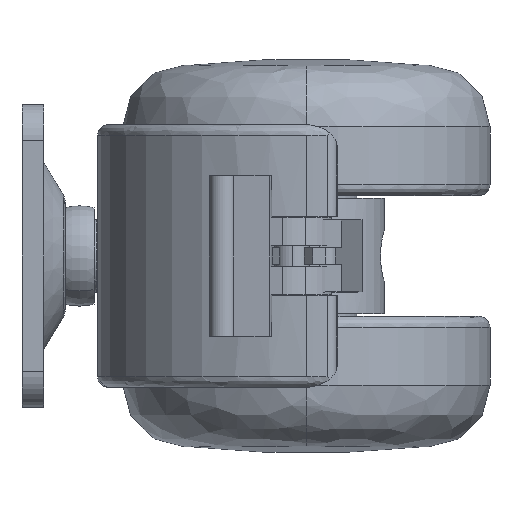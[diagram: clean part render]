
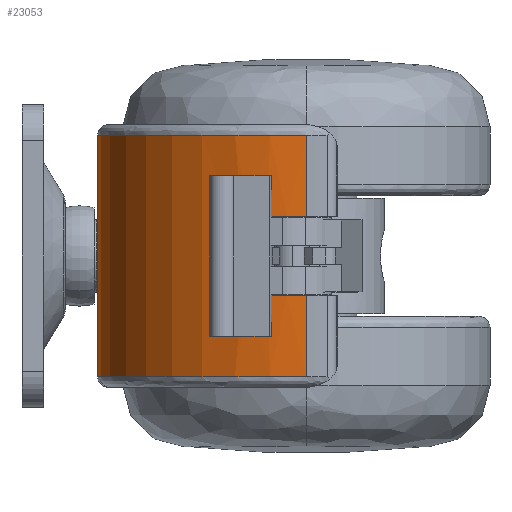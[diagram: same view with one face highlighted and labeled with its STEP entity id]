
A CAD part, left-side view. The second image highlights one B-rep face of the part: STEP entity #23053.
In plain terms, the highlighted cylindrical face has radius 29 mm (diameter 58 mm), a partial arc.
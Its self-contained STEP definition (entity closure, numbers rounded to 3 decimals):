
#149 = CARTESIAN_POINT ( 'NONE',  ( -50.613, -24.281, -1.15 ) ) ;
#621 = ORIENTED_EDGE ( 'NONE', *, *, #42251, .T. ) ;
#1048 = CARTESIAN_POINT ( 'NONE',  ( -49.847, -20.904, 5.5 ) ) ;
#1141 = DIRECTION ( 'NONE',  ( 0., 0., -1. ) ) ;
#1328 = CIRCLE ( 'NONE', #38055, 29. ) ;
#1928 = FACE_OUTER_BOUND ( 'NONE', #33971, .T. ) ;
#2231 = CARTESIAN_POINT ( 'NONE',  ( -22., -29., 5.5 ) ) ;
#2291 = CARTESIAN_POINT ( 'NONE',  ( -51., -29., 18.25 ) ) ;
#2332 = DIRECTION ( 'NONE',  ( 0., 0., -1. ) ) ;
#3057 = CARTESIAN_POINT ( 'NONE',  ( -49.686, -20.37, -1.15 ) ) ;
#3372 = ORIENTED_EDGE ( 'NONE', *, *, #10306, .T. ) ;
#3513 = AXIS2_PLACEMENT_3D ( 'NONE', #31537, #24679, #21375 ) ;
#3946 = CARTESIAN_POINT ( 'NONE',  ( -22., 0., 16.75 ) ) ;
#4032 =( BOUNDED_CURVE ( )  B_SPLINE_CURVE ( 3, ( #8645, #22144, #33407, #3057 ),
 .UNSPECIFIED., .F., .F. ) 
 B_SPLINE_CURVE_WITH_KNOTS ( ( 4, 4 ),
 ( 1.854, 1.873 ),
 .UNSPECIFIED. ) 
 CURVE ( )  GEOMETRIC_REPRESENTATION_ITEM ( )  RATIONAL_B_SPLINE_CURVE ( ( 1., 1., 1., 1. ) ) 
 REPRESENTATION_ITEM ( '' )  );
#5916 = AXIS2_PLACEMENT_3D ( 'NONE', #2231, #15781, #29271 ) ;
#5979 = AXIS2_PLACEMENT_3D ( 'NONE', #25920, #32773, #42960 ) ;
#6136 = DIRECTION ( 'NONE',  ( 0., 0., -1. ) ) ;
#6351 = CIRCLE ( 'NONE', #3513, 29. ) ;
#6549 = ORIENTED_EDGE ( 'NONE', *, *, #14073, .T. ) ;
#8237 = CARTESIAN_POINT ( 'NONE',  ( -49.847, -20.904, -5.5 ) ) ;
#8283 = VERTEX_POINT ( 'NONE', #16285 ) ;
#8645 = CARTESIAN_POINT ( 'NONE',  ( -49.847, -20.904, -5.5 ) ) ;
#8908 = EDGE_CURVE ( 'NONE', #41954, #16840, #14272, .T. ) ;
#9172 = ORIENTED_EDGE ( 'NONE', *, *, #28976, .F. ) ;
#10002 = EDGE_CURVE ( 'NONE', #41522, #8283, #4032, .T. ) ;
#10306 = EDGE_CURVE ( 'NONE', #41062, #29795, #22947, .T. ) ;
#10594 = EDGE_CURVE ( 'NONE', #12768, #17633, #18937, .T. ) ;
#10632 = CARTESIAN_POINT ( 'NONE',  ( -51., -29., -16.75 ) ) ;
#11804 = DIRECTION ( 'NONE',  ( 0., 0., -1. ) ) ;
#11972 = ORIENTED_EDGE ( 'NONE', *, *, #28125, .T. ) ;
#12768 = VERTEX_POINT ( 'NONE', #15572 ) ;
#13732 = AXIS2_PLACEMENT_3D ( 'NONE', #42085, #1141, #18631 ) ;
#13950 = VECTOR ( 'NONE', #6136, 1000. ) ;
#14073 = EDGE_CURVE ( 'NONE', #8283, #41285, #16017, .T. ) ;
#14233 = LINE ( 'NONE', #41184, #20130 ) ;
#14272 =( BOUNDED_CURVE ( )  B_SPLINE_CURVE ( 3, ( #34712, #31823, #31371, #1048 ),
 .UNSPECIFIED., .F., .T. ) 
 B_SPLINE_CURVE_WITH_KNOTS ( ( 4, 4 ),
 ( 1.269, 1.288 ),
 .UNSPECIFIED. ) 
 CURVE ( )  GEOMETRIC_REPRESENTATION_ITEM ( )  RATIONAL_B_SPLINE_CURVE ( ( 1., 1., 1., 1. ) ) 
 REPRESENTATION_ITEM ( '' )  );
#15528 = ORIENTED_EDGE ( 'NONE', *, *, #35398, .T. ) ;
#15572 = CARTESIAN_POINT ( 'NONE',  ( -51., -29., -5.5 ) ) ;
#15672 = ORIENTED_EDGE ( 'NONE', *, *, #10594, .F. ) ;
#15781 = DIRECTION ( 'NONE',  ( 0., 0., 1. ) ) ;
#15900 = CIRCLE ( 'NONE', #5979, 29. ) ;
#16017 = CIRCLE ( 'NONE', #41393, 29. ) ;
#16285 = CARTESIAN_POINT ( 'NONE',  ( -49.686, -20.37, -1.15 ) ) ;
#16840 = VERTEX_POINT ( 'NONE', #42561 ) ;
#17633 = VERTEX_POINT ( 'NONE', #10632 ) ;
#18625 = CARTESIAN_POINT ( 'NONE',  ( -22., -29., -1.15 ) ) ;
#18631 = DIRECTION ( 'NONE',  ( -1., 0., 0. ) ) ;
#18937 = LINE ( 'NONE', #2291, #20690 ) ;
#20130 = VECTOR ( 'NONE', #11804, 1000. ) ;
#20184 = ORIENTED_EDGE ( 'NONE', *, *, #10002, .T. ) ;
#20690 = VECTOR ( 'NONE', #32425, 1000. ) ;
#20696 = VERTEX_POINT ( 'NONE', #40296 ) ;
#21170 = EDGE_CURVE ( 'NONE', #29795, #17633, #6351, .T. ) ;
#21375 = DIRECTION ( 'NONE',  ( -1., 0., 0. ) ) ;
#21484 = CIRCLE ( 'NONE', #5916, 29. ) ;
#21741 = DIRECTION ( 'NONE',  ( -1., 0., 0. ) ) ;
#21991 = CARTESIAN_POINT ( 'NONE',  ( -22., 0., -16.75 ) ) ;
#22144 = CARTESIAN_POINT ( 'NONE',  ( -49.795, -20.726, -4.046 ) ) ;
#22184 = VECTOR ( 'NONE', #27980, 1000. ) ;
#22593 = ORIENTED_EDGE ( 'NONE', *, *, #8908, .T. ) ;
#22947 = LINE ( 'NONE', #36454, #13950 ) ;
#22957 = DIRECTION ( 'NONE',  ( 0., 0., -1. ) ) ;
#23053 = ADVANCED_FACE ( 'NONE', ( #1928 ), #38872, .T. ) ;
#23828 = DIRECTION ( 'NONE',  ( -1., 0., 0. ) ) ;
#24522 = ORIENTED_EDGE ( 'NONE', *, *, #21170, .T. ) ;
#24679 = DIRECTION ( 'NONE',  ( 0., 0., 1. ) ) ;
#25920 = CARTESIAN_POINT ( 'NONE',  ( -22., -29., -5.5 ) ) ;
#26048 = DIRECTION ( 'NONE',  ( -1., 0., 0. ) ) ;
#26652 = AXIS2_PLACEMENT_3D ( 'NONE', #42873, #2332, #26048 ) ;
#27318 = CARTESIAN_POINT ( 'NONE',  ( -50.613, -24.281, 18.25 ) ) ;
#27980 = DIRECTION ( 'NONE',  ( 0., 0., 1. ) ) ;
#28058 = ORIENTED_EDGE ( 'NONE', *, *, #30572, .T. ) ;
#28125 = EDGE_CURVE ( 'NONE', #16840, #20696, #21484, .T. ) ;
#28976 = EDGE_CURVE ( 'NONE', #36247, #20696, #14233, .T. ) ;
#29271 = DIRECTION ( 'NONE',  ( -1., 0., 0. ) ) ;
#29795 = VERTEX_POINT ( 'NONE', #21991 ) ;
#30572 = EDGE_CURVE ( 'NONE', #12768, #41522, #15900, .T. ) ;
#30678 = CARTESIAN_POINT ( 'NONE',  ( -22., -29., 1.15 ) ) ;
#30845 = LINE ( 'NONE', #27318, #22184 ) ;
#31190 = EDGE_CURVE ( 'NONE', #36247, #41062, #32804, .T. ) ;
#31371 = CARTESIAN_POINT ( 'NONE',  ( -49.795, -20.726, 4.046 ) ) ;
#31537 = CARTESIAN_POINT ( 'NONE',  ( -22., -29., -16.75 ) ) ;
#31823 = CARTESIAN_POINT ( 'NONE',  ( -49.741, -20.548, 2.596 ) ) ;
#32120 = DIRECTION ( 'NONE',  ( 0., 0., 1. ) ) ;
#32425 = DIRECTION ( 'NONE',  ( 0., 0., -1. ) ) ;
#32520 = CARTESIAN_POINT ( 'NONE',  ( -49.686, -20.37, 1.15 ) ) ;
#32773 = DIRECTION ( 'NONE',  ( 0., 0., -1. ) ) ;
#32804 = CIRCLE ( 'NONE', #13732, 29. ) ;
#32997 = CARTESIAN_POINT ( 'NONE',  ( -50.613, -24.281, 1.15 ) ) ;
#33407 = CARTESIAN_POINT ( 'NONE',  ( -49.741, -20.548, -2.596 ) ) ;
#33971 = EDGE_LOOP ( 'NONE', ( #9172, #38136, #3372, #24522, #15672, #28058, #20184, #6549, #621, #15528, #22593, #11972 ) ) ;
#34712 = CARTESIAN_POINT ( 'NONE',  ( -49.686, -20.37, 1.15 ) ) ;
#35398 = EDGE_CURVE ( 'NONE', #41022, #41954, #1328, .T. ) ;
#36247 = VERTEX_POINT ( 'NONE', #41270 ) ;
#36454 = CARTESIAN_POINT ( 'NONE',  ( -22., 0., 18.25 ) ) ;
#38055 = AXIS2_PLACEMENT_3D ( 'NONE', #30678, #22957, #23828 ) ;
#38136 = ORIENTED_EDGE ( 'NONE', *, *, #31190, .T. ) ;
#38872 = CYLINDRICAL_SURFACE ( 'NONE', #26652, 29. ) ;
#40296 = CARTESIAN_POINT ( 'NONE',  ( -51., -29., 5.5 ) ) ;
#41022 = VERTEX_POINT ( 'NONE', #32997 ) ;
#41062 = VERTEX_POINT ( 'NONE', #3946 ) ;
#41184 = CARTESIAN_POINT ( 'NONE',  ( -51., -29., 18.25 ) ) ;
#41270 = CARTESIAN_POINT ( 'NONE',  ( -51., -29., 16.75 ) ) ;
#41285 = VERTEX_POINT ( 'NONE', #149 ) ;
#41393 = AXIS2_PLACEMENT_3D ( 'NONE', #18625, #32120, #21741 ) ;
#41522 = VERTEX_POINT ( 'NONE', #8237 ) ;
#41954 = VERTEX_POINT ( 'NONE', #32520 ) ;
#42085 = CARTESIAN_POINT ( 'NONE',  ( -22., -29., 16.75 ) ) ;
#42251 = EDGE_CURVE ( 'NONE', #41285, #41022, #30845, .T. ) ;
#42561 = CARTESIAN_POINT ( 'NONE',  ( -49.847, -20.904, 5.5 ) ) ;
#42873 = CARTESIAN_POINT ( 'NONE',  ( -22., -29., 18.25 ) ) ;
#42960 = DIRECTION ( 'NONE',  ( -1., 0., 0. ) ) ;
